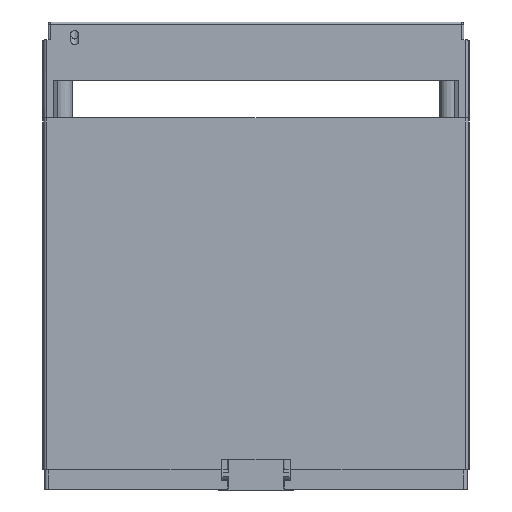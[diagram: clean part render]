
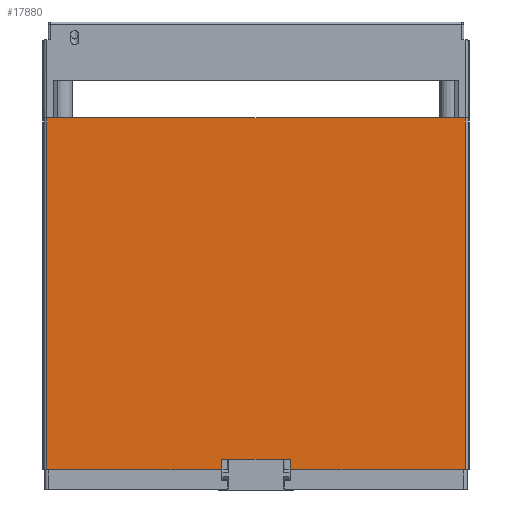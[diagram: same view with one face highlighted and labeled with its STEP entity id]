
A CAD part, front view. The second image highlights one B-rep face of the part: STEP entity #17880.
In plain terms, the highlighted planar face has unit normal (0, -1, 0).
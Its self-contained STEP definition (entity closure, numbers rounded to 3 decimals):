
#8959=CARTESIAN_POINT('',(52.554,-3.348,8.7));
#8960=VERTEX_POINT('',#8959);
#8968=CARTESIAN_POINT('',(62.354,-3.348,8.7));
#8969=VERTEX_POINT('',#8968);
#8970=CARTESIAN_POINT('',(62.354,-3.348,8.7));
#8971=DIRECTION('',(-1.0,0.0,0.0));
#8972=VECTOR('',#8971,9.8);
#8973=LINE('',#8970,#8972);
#8974=EDGE_CURVE('',#8969,#8960,#8973,.T.);
#17331=CARTESIAN_POINT('',(56.634,-3.348,0.45));
#17332=VERTEX_POINT('',#17331);
#17339=CARTESIAN_POINT('',(52.554,-3.348,0.45));
#17340=VERTEX_POINT('',#17339);
#17341=CARTESIAN_POINT('',(52.554,-3.348,0.45));
#17342=DIRECTION('',(1.0,0.0,0.0));
#17343=VECTOR('',#17342,4.08);
#17344=LINE('',#17341,#17343);
#17345=EDGE_CURVE('',#17340,#17332,#17344,.T.);
#17507=CARTESIAN_POINT('',(62.354,-3.348,0.45));
#17508=VERTEX_POINT('',#17507);
#17516=CARTESIAN_POINT('',(58.274,-3.348,0.45));
#17517=VERTEX_POINT('',#17516);
#17518=CARTESIAN_POINT('',(58.274,-3.348,0.45));
#17519=DIRECTION('',(1.0,0.0,0.0));
#17520=VECTOR('',#17519,4.08);
#17521=LINE('',#17518,#17520);
#17522=EDGE_CURVE('',#17517,#17508,#17521,.T.);
#17665=CARTESIAN_POINT('',(56.634,-3.348,0.7));
#17666=VERTEX_POINT('',#17665);
#17673=CARTESIAN_POINT('',(56.634,-3.348,0.45));
#17674=DIRECTION('',(0.0,0.0,1.0));
#17675=VECTOR('',#17674,0.25);
#17676=LINE('',#17673,#17675);
#17677=EDGE_CURVE('',#17332,#17666,#17676,.T.);
#17729=CARTESIAN_POINT('',(58.274,-3.348,0.7));
#17730=VERTEX_POINT('',#17729);
#17731=CARTESIAN_POINT('',(58.274,-3.348,0.7));
#17732=DIRECTION('',(0.0,0.0,-1.0));
#17733=VECTOR('',#17732,0.25);
#17734=LINE('',#17731,#17733);
#17735=EDGE_CURVE('',#17730,#17517,#17734,.T.);
#17766=CARTESIAN_POINT('',(56.634,-3.348,0.7));
#17767=DIRECTION('',(1.0,0.0,0.0));
#17768=VECTOR('',#17767,1.64);
#17769=LINE('',#17766,#17768);
#17770=EDGE_CURVE('',#17666,#17730,#17769,.T.);
#17855=CARTESIAN_POINT('',(62.354,-3.348,0.0));
#17856=DIRECTION('',(0.0,-1.0,0.0));
#17857=DIRECTION('',(0.0,0.0,-1.0));
#17858=AXIS2_PLACEMENT_3D('',#17855,#17856,#17857);
#17859=PLANE('',#17858);
#17860=ORIENTED_EDGE('',*,*,#17677,.T.);
#17861=ORIENTED_EDGE('',*,*,#17770,.T.);
#17862=ORIENTED_EDGE('',*,*,#17735,.T.);
#17863=ORIENTED_EDGE('',*,*,#17522,.T.);
#17864=CARTESIAN_POINT('',(62.354,-3.348,0.45));
#17865=DIRECTION('',(0.0,0.0,1.0));
#17866=VECTOR('',#17865,8.25);
#17867=LINE('',#17864,#17866);
#17868=EDGE_CURVE('',#17508,#8969,#17867,.T.);
#17869=ORIENTED_EDGE('',*,*,#17868,.T.);
#17870=ORIENTED_EDGE('',*,*,#8974,.T.);
#17871=CARTESIAN_POINT('',(52.554,-3.348,0.45));
#17872=DIRECTION('',(0.0,0.0,1.0));
#17873=VECTOR('',#17872,8.25);
#17874=LINE('',#17871,#17873);
#17875=EDGE_CURVE('',#17340,#8960,#17874,.T.);
#17876=ORIENTED_EDGE('',*,*,#17875,.F.);
#17877=ORIENTED_EDGE('',*,*,#17345,.T.);
#17878=EDGE_LOOP('',(#17860,#17861,#17862,#17863,#17869,#17870,#17876,#17877));
#17879=FACE_OUTER_BOUND('',#17878,.T.);
#17880=ADVANCED_FACE('',(#17879),#17859,.T.);
